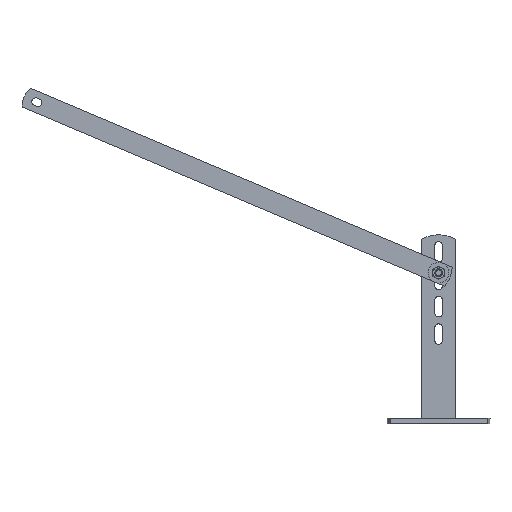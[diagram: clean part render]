
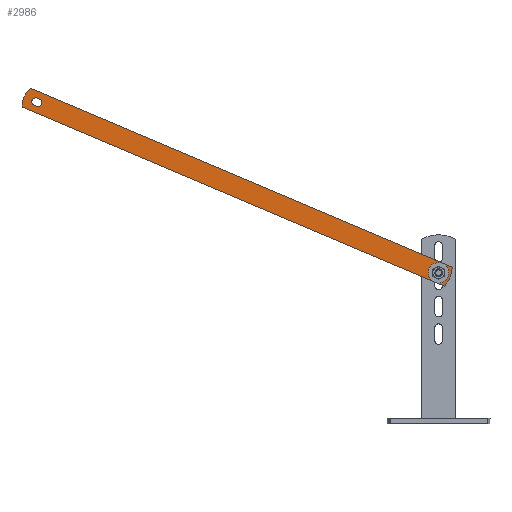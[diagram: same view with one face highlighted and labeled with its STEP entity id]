
A CAD part, left-side view. The second image highlights one B-rep face of the part: STEP entity #2986.
In plain terms, the highlighted planar face has unit normal (-1, 0, 0).
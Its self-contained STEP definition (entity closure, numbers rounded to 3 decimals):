
#41 = ORIENTED_EDGE ( 'NONE', *, *, #1534, .T. ) ;
#223 = VERTEX_POINT ( 'NONE', #1102 ) ;
#338 = CIRCLE ( 'NONE', #1024, 5.5 ) ;
#450 = EDGE_CURVE ( 'NONE', #3459, #3482, #875, .T. ) ;
#483 = DIRECTION ( 'NONE',  ( -1., 0., 0. ) ) ;
#598 = VERTEX_POINT ( 'NONE', #4111 ) ;
#633 = EDGE_CURVE ( 'NONE', #223, #4028, #5019, .T. ) ;
#658 = ORIENTED_EDGE ( 'NONE', *, *, #2639, .F. ) ;
#875 = LINE ( 'NONE', #1387, #2966 ) ;
#956 = CARTESIAN_POINT ( 'NONE',  ( -10., 596.224, 481.877 ) ) ;
#960 = ORIENTED_EDGE ( 'NONE', *, *, #4514, .F. ) ;
#1024 = AXIS2_PLACEMENT_3D ( 'NONE', #3727, #2960, #1703 ) ;
#1102 = CARTESIAN_POINT ( 'NONE',  ( -10., 582.372, 465.677 ) ) ;
#1133 = AXIS2_PLACEMENT_3D ( 'NONE', #4498, #483, #3344 ) ;
#1202 = DIRECTION ( 'NONE',  ( 1., 0., 0. ) ) ;
#1227 = DIRECTION ( 'NONE',  ( 0., -0.391, 0.921 ) ) ;
#1298 = CARTESIAN_POINT ( 'NONE',  ( -10., -22.43, 219.274 ) ) ;
#1312 = DIRECTION ( 'NONE',  ( 1., 0., 0. ) ) ;
#1339 = CARTESIAN_POINT ( 'NONE',  ( -10., -2.149, 217.563 ) ) ;
#1382 = DIRECTION ( 'NONE',  ( 0., 0.921, 0.391 ) ) ;
#1383 = ORIENTED_EDGE ( 'NONE', *, *, #4366, .T. ) ;
#1387 = CARTESIAN_POINT ( 'NONE',  ( -10., -14.42, 200.404 ) ) ;
#1534 = EDGE_CURVE ( 'NONE', #2435, #3294, #2169, .T. ) ;
#1599 = ORIENTED_EDGE ( 'NONE', *, *, #4057, .T. ) ;
#1694 = PLANE ( 'NONE',  #2147 ) ;
#1703 = DIRECTION ( 'NONE',  ( 0., -0.391, 0.921 ) ) ;
#1779 = LINE ( 'NONE', #1800, #3275 ) ;
#1800 = CARTESIAN_POINT ( 'NONE',  ( -10., -18.718, 210.53 ) ) ;
#1901 = CIRCLE ( 'NONE', #4616, 40. ) ;
#1996 = EDGE_LOOP ( 'NONE', ( #5112, #658, #4054, #3996 ) ) ;
#2040 = EDGE_LOOP ( 'NONE', ( #4545, #1383, #1599, #2824 ) ) ;
#2064 = VECTOR ( 'NONE', #4585, 1000. ) ;
#2068 = CARTESIAN_POINT ( 'NONE',  ( -10., 567.951, 453.581 ) ) ;
#2138 = LINE ( 'NONE', #3378, #2064 ) ;
#2147 = AXIS2_PLACEMENT_3D ( 'NONE', #1298, #2916, #4156 ) ;
#2163 = CARTESIAN_POINT ( 'NONE',  ( -10., 586.054, 467.24 ) ) ;
#2169 = LINE ( 'NONE', #3404, #4509 ) ;
#2319 = CIRCLE ( 'NONE', #1133, 5.5 ) ;
#2334 = CARTESIAN_POINT ( 'NONE',  ( -10., 586.67, 455.551 ) ) ;
#2377 = EDGE_LOOP ( 'NONE', ( #4239, #3518, #960, #41 ) ) ;
#2393 = DIRECTION ( 'NONE',  ( -1., 0., 0. ) ) ;
#2424 = CARTESIAN_POINT ( 'NONE',  ( -10., 3.682, 214.063 ) ) ;
#2435 = VERTEX_POINT ( 'NONE', #3990 ) ;
#2532 = EDGE_CURVE ( 'NONE', #4028, #3102, #338, .T. ) ;
#2575 = CARTESIAN_POINT ( 'NONE',  ( -10., -18.718, 210.53 ) ) ;
#2603 = DIRECTION ( 'NONE',  ( 0., -0.921, -0.391 ) ) ;
#2639 = EDGE_CURVE ( 'NONE', #3102, #3562, #4978, .T. ) ;
#2824 = ORIENTED_EDGE ( 'NONE', *, *, #3672, .T. ) ;
#2847 = CIRCLE ( 'NONE', #3190, 40. ) ;
#2916 = DIRECTION ( 'NONE',  ( 1., 0., 0. ) ) ;
#2942 = AXIS2_PLACEMENT_3D ( 'NONE', #2424, #1202, #1227 ) ;
#2946 = VECTOR ( 'NONE', #4187, 1000. ) ;
#2960 = DIRECTION ( 'NONE',  ( -1., 0., 0. ) ) ;
#2966 = VECTOR ( 'NONE', #4951, 1000. ) ;
#2986 = ADVANCED_FACE ( 'NONE', ( #4968, #4994, #2991 ), #1694, .F. ) ;
#2989 = VECTOR ( 'NONE', #2603, 1000. ) ;
#2991 = FACE_BOUND ( 'NONE', #1996, .T. ) ;
#3023 = EDGE_CURVE ( 'NONE', #4249, #598, #2138, .T. ) ;
#3102 = VERTEX_POINT ( 'NONE', #4291 ) ;
#3127 = VERTEX_POINT ( 'NONE', #3894 ) ;
#3190 = AXIS2_PLACEMENT_3D ( 'NONE', #4949, #1312, #4550 ) ;
#3275 = VECTOR ( 'NONE', #4613, 1000. ) ;
#3294 = VERTEX_POINT ( 'NONE', #956 ) ;
#3344 = DIRECTION ( 'NONE',  ( 0., -0.391, 0.921 ) ) ;
#3378 = CARTESIAN_POINT ( 'NONE',  ( -10., -10.708, 191.659 ) ) ;
#3404 = CARTESIAN_POINT ( 'NONE',  ( -10., -22.43, 219.274 ) ) ;
#3442 = CARTESIAN_POINT ( 'NONE',  ( -10., -8.021, 192.8 ) ) ;
#3447 = CIRCLE ( 'NONE', #2942, 5.5 ) ;
#3459 = VERTEX_POINT ( 'NONE', #3942 ) ;
#3482 = VERTEX_POINT ( 'NONE', #4072 ) ;
#3518 = ORIENTED_EDGE ( 'NONE', *, *, #3023, .F. ) ;
#3534 = EDGE_CURVE ( 'NONE', #3562, #223, #2319, .T. ) ;
#3562 = VERTEX_POINT ( 'NONE', #2334 ) ;
#3672 = EDGE_CURVE ( 'NONE', #5195, #3459, #4358, .T. ) ;
#3727 = CARTESIAN_POINT ( 'NONE',  ( -10., 588.203, 462.177 ) ) ;
#3784 = EDGE_CURVE ( 'NONE', #3294, #598, #1901, .T. ) ;
#3894 = CARTESIAN_POINT ( 'NONE',  ( -10., 1.533, 219.126 ) ) ;
#3942 = CARTESIAN_POINT ( 'NONE',  ( -10., 2.149, 207.437 ) ) ;
#3982 = CARTESIAN_POINT ( 'NONE',  ( -10., 0., 212.5 ) ) ;
#3990 = CARTESIAN_POINT ( 'NONE',  ( -10., -19.743, 220.415 ) ) ;
#3996 = ORIENTED_EDGE ( 'NONE', *, *, #633, .F. ) ;
#4015 = AXIS2_PLACEMENT_3D ( 'NONE', #3982, #4484, #5246 ) ;
#4028 = VERTEX_POINT ( 'NONE', #2163 ) ;
#4041 = DIRECTION ( 'NONE',  ( 0., -0.391, 0.921 ) ) ;
#4054 = ORIENTED_EDGE ( 'NONE', *, *, #2532, .F. ) ;
#4057 = EDGE_CURVE ( 'NONE', #3127, #5195, #1779, .T. ) ;
#4072 = CARTESIAN_POINT ( 'NONE',  ( -10., 5.831, 209. ) ) ;
#4111 = CARTESIAN_POINT ( 'NONE',  ( -10., 607.946, 454.262 ) ) ;
#4156 = DIRECTION ( 'NONE',  ( 0., -0.391, 0.921 ) ) ;
#4187 = DIRECTION ( 'NONE',  ( 0., 0.921, 0.391 ) ) ;
#4193 = CARTESIAN_POINT ( 'NONE',  ( -10., -14.42, 200.404 ) ) ;
#4239 = ORIENTED_EDGE ( 'NONE', *, *, #3784, .T. ) ;
#4249 = VERTEX_POINT ( 'NONE', #3442 ) ;
#4291 = CARTESIAN_POINT ( 'NONE',  ( -10., 590.352, 457.114 ) ) ;
#4358 = CIRCLE ( 'NONE', #4015, 5.5 ) ;
#4366 = EDGE_CURVE ( 'NONE', #3482, #3127, #3447, .T. ) ;
#4484 = DIRECTION ( 'NONE',  ( 1., 0., 0. ) ) ;
#4498 = CARTESIAN_POINT ( 'NONE',  ( -10., 584.521, 460.614 ) ) ;
#4509 = VECTOR ( 'NONE', #1382, 1000. ) ;
#4514 = EDGE_CURVE ( 'NONE', #2435, #4249, #2847, .T. ) ;
#4545 = ORIENTED_EDGE ( 'NONE', *, *, #450, .T. ) ;
#4550 = DIRECTION ( 'NONE',  ( 0., -0.391, 0.921 ) ) ;
#4585 = DIRECTION ( 'NONE',  ( 0., 0.921, 0.391 ) ) ;
#4613 = DIRECTION ( 'NONE',  ( 0., -0.921, -0.391 ) ) ;
#4616 = AXIS2_PLACEMENT_3D ( 'NONE', #2068, #2393, #4041 ) ;
#4949 = CARTESIAN_POINT ( 'NONE',  ( -10., 20.251, 221.096 ) ) ;
#4951 = DIRECTION ( 'NONE',  ( 0., 0.921, 0.391 ) ) ;
#4968 = FACE_OUTER_BOUND ( 'NONE', #2377, .T. ) ;
#4978 = LINE ( 'NONE', #4193, #2989 ) ;
#4994 = FACE_BOUND ( 'NONE', #2040, .T. ) ;
#5019 = LINE ( 'NONE', #2575, #2946 ) ;
#5112 = ORIENTED_EDGE ( 'NONE', *, *, #3534, .F. ) ;
#5195 = VERTEX_POINT ( 'NONE', #1339 ) ;
#5246 = DIRECTION ( 'NONE',  ( 0., -0.391, 0.921 ) ) ;
